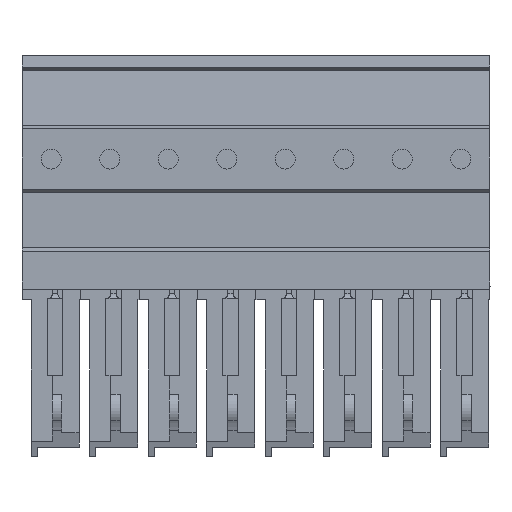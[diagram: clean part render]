
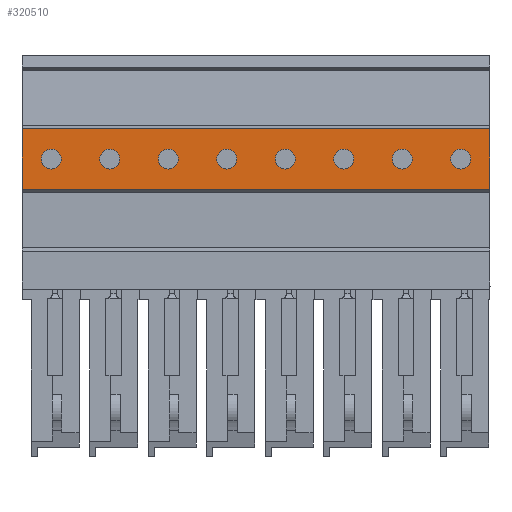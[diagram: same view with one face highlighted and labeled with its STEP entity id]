
A CAD part, front view. The second image highlights one B-rep face of the part: STEP entity #320510.
In plain terms, the highlighted face is planar.
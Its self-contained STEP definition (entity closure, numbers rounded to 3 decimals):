
#920=CARTESIAN_POINT('',(9.446,-6.818,
44.6));
#930=VERTEX_POINT('',#920);
#960=CARTESIAN_POINT('',(9.248,-0.905,
44.6));
#970=DIRECTION('',(0.034,-0.999,
0.));
#980=VECTOR('',#970,1.);
#990=LINE('',#960,#980);
#1000=CARTESIAN_POINT('',(9.66,-13.197,
44.6));
#1010=VERTEX_POINT('',#1000);
#1020=EDGE_CURVE('',#930,#1010,#990,.T.);
#81500=CARTESIAN_POINT('',(9.66,-13.197,
-4.6));
#81510=VERTEX_POINT('',#81500);
#81540=CARTESIAN_POINT('',(9.218,0.,
-4.6));
#81550=DIRECTION('',(-0.034,0.999,
0.));
#81560=VECTOR('',#81550,1.);
#81570=LINE('',#81540,#81560);
#81580=CARTESIAN_POINT('',(9.446,-6.818,
-4.6));
#81590=VERTEX_POINT('',#81580);
#81600=EDGE_CURVE('',#81510,#81590,#81570,.T.);
#318970=CARTESIAN_POINT('',(9.66,-13.197,
43.05));
#318980=DIRECTION('',(0.,0.,1.));
#318990=VECTOR('',#318980,1.);
#319000=LINE('',#318970,#318990);
#319010=EDGE_CURVE('',#81510,#1010,#319000,.T.);
#319150=CARTESIAN_POINT('',(9.454,-7.049,
44.6));
#319160=DIRECTION('',(-0.999,-0.034,
0.));
#319170=DIRECTION('',(-0.034,0.999,
0.));
#319180=AXIS2_PLACEMENT_3D('',#319150,#319160,#319170);
#319190=PLANE('',#319180);
#319200=CARTESIAN_POINT('',(9.553,-10.,
41.525));
#319210=DIRECTION('',(0.999,0.034,
0.));
#319220=DIRECTION('',(0.,0.,1.));
#319230=AXIS2_PLACEMENT_3D('',#319200,#319210,#319220);
#319240=CIRCLE('',#319230,1.05);
#319250=CARTESIAN_POINT('',(9.553,-10.,
42.575));
#319260=VERTEX_POINT('',#319250);
#319270=CARTESIAN_POINT('',(9.553,-10.,
40.475));
#319280=VERTEX_POINT('',#319270);
#319290=EDGE_CURVE('',#319260,#319280,#319240,.T.);
#319300=ORIENTED_EDGE('',*,*,#319290,.F.);
#319310=EDGE_CURVE('',#319280,#319260,#319240,.T.);
#319320=ORIENTED_EDGE('',*,*,#319310,.F.);
#319330=EDGE_LOOP('',(#319320,#319300));
#319340=FACE_BOUND('',#319330,.T.);
#319350=ORIENTED_EDGE('',*,*,#1020,.T.);
#319360=CARTESIAN_POINT('',(9.446,-6.818,
43.05));
#319370=DIRECTION('',(0.,0.,1.));
#319380=VECTOR('',#319370,1.);
#319390=LINE('',#319360,#319380);
#319400=EDGE_CURVE('',#81590,#930,#319390,.T.);
#319410=ORIENTED_EDGE('',*,*,#319400,.T.);
#319420=ORIENTED_EDGE('',*,*,#81600,.T.);
#319430=ORIENTED_EDGE('',*,*,#319010,.F.);
#319440=EDGE_LOOP('',(#319430,#319420,#319410,#319350));
#319450=FACE_OUTER_BOUND('',#319440,.T.);
#319460=CARTESIAN_POINT('',(9.553,-10.,
35.375));
#319470=DIRECTION('',(0.999,0.034,
0.));
#319480=DIRECTION('',(0.,0.,1.));
#319490=AXIS2_PLACEMENT_3D('',#319460,#319470,#319480);
#319500=CIRCLE('',#319490,1.05);
#319510=CARTESIAN_POINT('',(9.553,-10.,
36.425));
#319520=VERTEX_POINT('',#319510);
#319530=CARTESIAN_POINT('',(9.553,-10.,
34.325));
#319540=VERTEX_POINT('',#319530);
#319550=EDGE_CURVE('',#319520,#319540,#319500,.T.);
#319560=ORIENTED_EDGE('',*,*,#319550,.F.);
#319570=EDGE_CURVE('',#319540,#319520,#319500,.T.);
#319580=ORIENTED_EDGE('',*,*,#319570,.F.);
#319590=EDGE_LOOP('',(#319580,#319560));
#319600=FACE_BOUND('',#319590,.T.);
#319610=CARTESIAN_POINT('',(9.553,-10.,
29.225));
#319620=DIRECTION('',(0.999,0.034,
0.));
#319630=DIRECTION('',(0.,0.,1.));
#319640=AXIS2_PLACEMENT_3D('',#319610,#319620,#319630);
#319650=CIRCLE('',#319640,1.05);
#319660=CARTESIAN_POINT('',(9.553,-10.,
30.275));
#319670=VERTEX_POINT('',#319660);
#319680=CARTESIAN_POINT('',(9.553,-10.,
28.175));
#319690=VERTEX_POINT('',#319680);
#319700=EDGE_CURVE('',#319670,#319690,#319650,.T.);
#319710=ORIENTED_EDGE('',*,*,#319700,.F.);
#319720=EDGE_CURVE('',#319690,#319670,#319650,.T.);
#319730=ORIENTED_EDGE('',*,*,#319720,.F.);
#319740=EDGE_LOOP('',(#319730,#319710));
#319750=FACE_BOUND('',#319740,.T.);
#319760=CARTESIAN_POINT('',(9.553,-10.,
23.075));
#319770=DIRECTION('',(0.999,0.034,
0.));
#319780=DIRECTION('',(0.,0.,1.));
#319790=AXIS2_PLACEMENT_3D('',#319760,#319770,#319780);
#319800=CIRCLE('',#319790,1.05);
#319810=CARTESIAN_POINT('',(9.553,-10.,
24.125));
#319820=VERTEX_POINT('',#319810);
#319830=CARTESIAN_POINT('',(9.553,-10.,
22.025));
#319840=VERTEX_POINT('',#319830);
#319850=EDGE_CURVE('',#319820,#319840,#319800,.T.);
#319860=ORIENTED_EDGE('',*,*,#319850,.F.);
#319870=EDGE_CURVE('',#319840,#319820,#319800,.T.);
#319880=ORIENTED_EDGE('',*,*,#319870,.F.);
#319890=EDGE_LOOP('',(#319880,#319860));
#319900=FACE_BOUND('',#319890,.T.);
#319910=CARTESIAN_POINT('',(9.553,-10.,
16.925));
#319920=DIRECTION('',(0.999,0.034,
0.));
#319930=DIRECTION('',(0.,0.,1.));
#319940=AXIS2_PLACEMENT_3D('',#319910,#319920,#319930);
#319950=CIRCLE('',#319940,1.05);
#319960=CARTESIAN_POINT('',(9.553,-10.,
17.975));
#319970=VERTEX_POINT('',#319960);
#319980=CARTESIAN_POINT('',(9.553,-10.,
15.875));
#319990=VERTEX_POINT('',#319980);
#320000=EDGE_CURVE('',#319970,#319990,#319950,.T.);
#320010=ORIENTED_EDGE('',*,*,#320000,.F.);
#320020=EDGE_CURVE('',#319990,#319970,#319950,.T.);
#320030=ORIENTED_EDGE('',*,*,#320020,.F.);
#320040=EDGE_LOOP('',(#320030,#320010));
#320050=FACE_BOUND('',#320040,.T.);
#320060=CARTESIAN_POINT('',(9.553,-10.,
10.775));
#320070=DIRECTION('',(0.999,0.034,
0.));
#320080=DIRECTION('',(0.,0.,1.));
#320090=AXIS2_PLACEMENT_3D('',#320060,#320070,#320080);
#320100=CIRCLE('',#320090,1.05);
#320110=CARTESIAN_POINT('',(9.553,-10.,
11.825));
#320120=VERTEX_POINT('',#320110);
#320130=CARTESIAN_POINT('',(9.553,-10.,
9.725));
#320140=VERTEX_POINT('',#320130);
#320150=EDGE_CURVE('',#320120,#320140,#320100,.T.);
#320160=ORIENTED_EDGE('',*,*,#320150,.F.);
#320170=EDGE_CURVE('',#320140,#320120,#320100,.T.);
#320180=ORIENTED_EDGE('',*,*,#320170,.F.);
#320190=EDGE_LOOP('',(#320180,#320160));
#320200=FACE_BOUND('',#320190,.T.);
#320210=CARTESIAN_POINT('',(9.553,-10.,
-1.525));
#320220=DIRECTION('',(0.999,0.034,
0.));
#320230=DIRECTION('',(0.,0.,1.));
#320240=AXIS2_PLACEMENT_3D('',#320210,#320220,#320230);
#320250=CIRCLE('',#320240,1.05);
#320260=CARTESIAN_POINT('',(9.553,-10.,
-0.475));
#320270=VERTEX_POINT('',#320260);
#320280=CARTESIAN_POINT('',(9.553,-10.,
-2.575));
#320290=VERTEX_POINT('',#320280);
#320300=EDGE_CURVE('',#320270,#320290,#320250,.T.);
#320310=ORIENTED_EDGE('',*,*,#320300,.F.);
#320320=EDGE_CURVE('',#320290,#320270,#320250,.T.);
#320330=ORIENTED_EDGE('',*,*,#320320,.F.);
#320340=EDGE_LOOP('',(#320330,#320310));
#320350=FACE_BOUND('',#320340,.T.);
#320360=CARTESIAN_POINT('',(9.553,-10.,
4.625));
#320370=DIRECTION('',(0.999,0.034,
0.));
#320380=DIRECTION('',(0.,0.,1.));
#320390=AXIS2_PLACEMENT_3D('',#320360,#320370,#320380);
#320400=CIRCLE('',#320390,1.05);
#320410=CARTESIAN_POINT('',(9.553,-10.,
5.675));
#320420=VERTEX_POINT('',#320410);
#320430=CARTESIAN_POINT('',(9.553,-10.,
3.575));
#320440=VERTEX_POINT('',#320430);
#320450=EDGE_CURVE('',#320420,#320440,#320400,.T.);
#320460=ORIENTED_EDGE('',*,*,#320450,.F.);
#320470=EDGE_CURVE('',#320440,#320420,#320400,.T.);
#320480=ORIENTED_EDGE('',*,*,#320470,.F.);
#320490=EDGE_LOOP('',(#320480,#320460));
#320500=FACE_BOUND('',#320490,.T.);
#320510=ADVANCED_FACE('',(#319340,#319450,#319600,#319750,#319900,
#320050,#320200,#320350,#320500),#319190,.F.);
